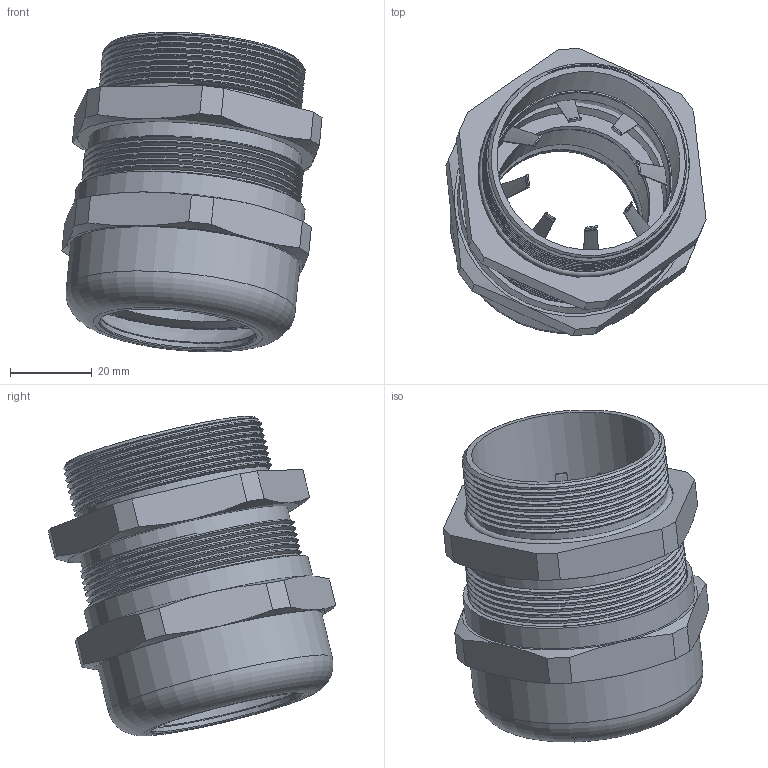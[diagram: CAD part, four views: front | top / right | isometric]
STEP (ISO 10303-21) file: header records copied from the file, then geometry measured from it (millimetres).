
FILE_DESCRIPTION(/* description */ ('Euro-Top-EMV 3/M M50x1,5, L= 15 mm'),/* implementation_level */ '2;1');
FILE_NAME(/* name */ '61484550-RST.stp',/* time_stamp */ '2020-02-11T14:30:09+01:00',/* author */ ('sl'),/* organization */ (''),/* preprocessor_version */ 'ST-DEVELOPER v16.5',/* originating_system */ 'Autodesk Inventor 2017',/* authorisation */ '');
FILE_SCHEMA (('AUTOMOTIVE_DESIGN { 1 0 10303 214 3 1 1 }'));
Length unit declared in the file: millimetre
Products named in the file (8): 61484550; 61484550_1; 61484550_2; 61484550_3; 61484550_4; 61484550_5; 61484550_6; 61484550_7
Assembly tree (7 placements, depth 2):
  61484550
    61484550_1
    61484550_2
    61484550_3
    61484550_4
    61484550_5
    61484550_6
    61484550_7
Bounding box: 63.66 x 70.37 x 78.2 mm (x, y, z)
Volume: 51724.3 mm3; surface area: 60347.3 mm2
Topology: 7 solids, 7 shells, 493 faces, 1393 edges, 922 vertices
Faces by surface type: plane 213, cylinder 165, torus 58, cone 50, bspline 7
Full cylindrical faces by diameter (mm): 38.37 x1, 38.54 x1, 38.64 x1, 43.79 x1, 44.97 x1, 45.2 x1, 45.24 x1, 45.4 x1, 45.91 x1, 47.22 x1, 47.828 x1, 47.86 x1, 48.63 x1, 49.12 x1, 49.25 x2, 50.25 x1, 51.11 x1, 51.372 x1, 52.11 x2, 52.338 x9, 54.192 x15, 56.49 x2
Entity records: 22914 total; most frequent: CARTESIAN_POINT 10870, ORIENTED_EDGE 2546, DIRECTION 2446, EDGE_CURVE 1273, AXIS2_PLACEMENT_3D 957, VERTEX_POINT 867, EDGE_LOOP 534, LINE 532
